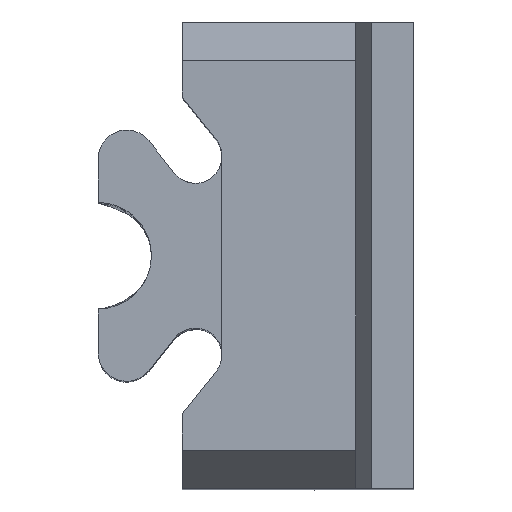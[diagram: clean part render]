
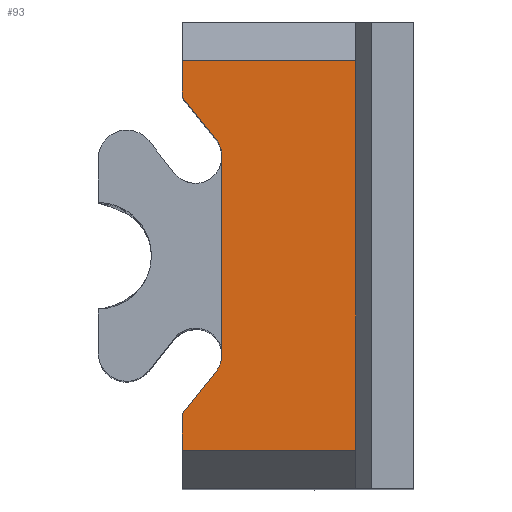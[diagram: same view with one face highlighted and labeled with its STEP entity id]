
A CAD part, top view. The second image highlights one B-rep face of the part: STEP entity #93.
In plain terms, the highlighted planar face has unit normal (0, 0, 1).
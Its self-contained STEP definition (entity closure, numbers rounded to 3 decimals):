
#93=ADVANCED_FACE('',(#154),#117,.F.);
#117=PLANE('',#738);
#154=FACE_OUTER_BOUND('',#191,.T.);
#191=EDGE_LOOP('',(#400,#401,#402,#403,#404,#405,#406,#407,#408,#409));
#214=B_SPLINE_CURVE_WITH_KNOTS('',3,(#1204,#1205,#1206,#1207),
 .UNSPECIFIED.,.F.,.F.,(4,4),(0.,1.),.UNSPECIFIED.);
#216=B_SPLINE_CURVE_WITH_KNOTS('',3,(#1218,#1219,#1220,#1221),
 .UNSPECIFIED.,.F.,.F.,(4,4),(0.,1.),.UNSPECIFIED.);
#219=B_SPLINE_CURVE_WITH_KNOTS('',3,(#1243,#1244,#1245,#1246),
 .UNSPECIFIED.,.F.,.F.,(4,4),(0.,1.),.UNSPECIFIED.);
#400=ORIENTED_EDGE('',*,*,#551,.F.);
#401=ORIENTED_EDGE('',*,*,#553,.F.);
#402=ORIENTED_EDGE('',*,*,#556,.F.);
#403=ORIENTED_EDGE('',*,*,#557,.F.);
#404=ORIENTED_EDGE('',*,*,#561,.T.);
#405=ORIENTED_EDGE('',*,*,#572,.F.);
#406=ORIENTED_EDGE('',*,*,#564,.F.);
#407=ORIENTED_EDGE('',*,*,#568,.F.);
#408=ORIENTED_EDGE('',*,*,#569,.F.);
#409=ORIENTED_EDGE('',*,*,#571,.F.);
#461=VERTEX_POINT('',#1157);
#465=VERTEX_POINT('',#1172);
#466=VERTEX_POINT('',#1178);
#467=VERTEX_POINT('',#1182);
#468=VERTEX_POINT('',#1186);
#470=VERTEX_POINT('',#1203);
#472=VERTEX_POINT('',#1222);
#473=VERTEX_POINT('',#1223);
#474=VERTEX_POINT('',#1234);
#475=VERTEX_POINT('',#1238);
#551=EDGE_CURVE('',#465,#461,#627,.T.);
#553=EDGE_CURVE('',#466,#465,#629,.T.);
#556=EDGE_CURVE('',#467,#466,#632,.T.);
#557=EDGE_CURVE('',#468,#467,#633,.T.);
#561=EDGE_CURVE('',#468,#470,#214,.T.);
#564=EDGE_CURVE('',#472,#473,#216,.T.);
#568=EDGE_CURVE('',#474,#472,#636,.T.);
#569=EDGE_CURVE('',#475,#474,#637,.T.);
#571=EDGE_CURVE('',#461,#475,#639,.T.);
#572=EDGE_CURVE('',#473,#470,#219,.T.);
#627=LINE('',#1173,#694);
#629=LINE('',#1177,#696);
#632=LINE('',#1183,#699);
#633=LINE('',#1185,#700);
#636=LINE('',#1235,#703);
#637=LINE('',#1237,#704);
#639=LINE('',#1241,#706);
#694=VECTOR('',#834,1.);
#696=VECTOR('',#840,1.);
#699=VECTOR('',#845,1.);
#700=VECTOR('',#848,1.);
#703=VECTOR('',#859,1.);
#704=VECTOR('',#862,1.);
#706=VECTOR('',#866,1.);
#738=AXIS2_PLACEMENT_3D('',#1247,#869,#870);
#834=DIRECTION('',(0.,-1.,0.));
#840=DIRECTION('',(1.,0.,0.));
#845=DIRECTION('',(0.,1.,0.));
#848=DIRECTION('',(-0.624,0.781,0.));
#859=DIRECTION('',(0.624,0.781,0.));
#862=DIRECTION('',(0.,1.,0.));
#866=DIRECTION('',(-1.,0.,0.));
#869=DIRECTION('',(0.,0.,-1.));
#870=DIRECTION('',(1.,0.,0.));
#1157=CARTESIAN_POINT('',(1.4,-1.575,1.45));
#1172=CARTESIAN_POINT('',(1.4,1.575,1.45));
#1173=CARTESIAN_POINT('',(1.4,1.575,1.45));
#1177=CARTESIAN_POINT('',(0.,1.575,1.45));
#1178=CARTESIAN_POINT('',(0.,1.575,1.45));
#1182=CARTESIAN_POINT('',(0.,1.279,1.45));
#1183=CARTESIAN_POINT('',(0.,1.279,1.45));
#1185=CARTESIAN_POINT('',(0.274,0.936,1.45));
#1186=CARTESIAN_POINT('',(0.274,0.936,1.45));
#1203=CARTESIAN_POINT('',(0.32,0.805,1.45));
#1204=CARTESIAN_POINT('',(0.274,0.936,1.45));
#1205=CARTESIAN_POINT('',(0.304,0.899,1.45));
#1206=CARTESIAN_POINT('',(0.319,0.855,1.45));
#1207=CARTESIAN_POINT('',(0.32,0.805,1.45));
#1218=CARTESIAN_POINT('',(0.274,-0.936,1.45));
#1219=CARTESIAN_POINT('',(0.303,-0.899,1.45));
#1220=CARTESIAN_POINT('',(0.32,-0.852,1.45));
#1221=CARTESIAN_POINT('',(0.321,-0.805,1.45));
#1222=CARTESIAN_POINT('',(0.274,-0.936,1.45));
#1223=CARTESIAN_POINT('',(0.32,-0.805,1.45));
#1234=CARTESIAN_POINT('',(0.,-1.279,1.45));
#1235=CARTESIAN_POINT('',(0.,-1.279,1.45));
#1237=CARTESIAN_POINT('',(0.,-1.575,1.45));
#1238=CARTESIAN_POINT('',(0.,-1.575,1.45));
#1241=CARTESIAN_POINT('',(1.4,-1.575,1.45));
#1243=CARTESIAN_POINT('',(0.32,-0.805,1.45));
#1244=CARTESIAN_POINT('',(0.32,-0.268,1.45));
#1245=CARTESIAN_POINT('',(0.32,0.268,1.45));
#1246=CARTESIAN_POINT('',(0.32,0.805,1.45));
#1247=CARTESIAN_POINT('',(-0.1,1.985,1.45));
